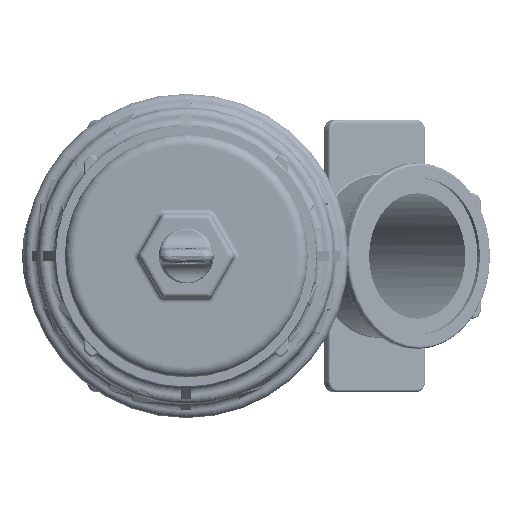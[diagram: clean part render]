
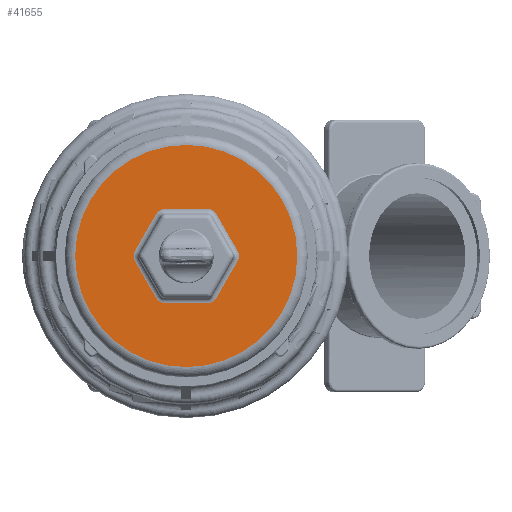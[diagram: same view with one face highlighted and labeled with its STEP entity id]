
A CAD part, front view. The second image highlights one B-rep face of the part: STEP entity #41655.
In plain terms, the highlighted face is planar.
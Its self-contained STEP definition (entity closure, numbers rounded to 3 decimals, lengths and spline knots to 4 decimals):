
#932=FACE_BOUND('',#6014,.T.);
#2473=PLANE('',#44459);
#3116=CIRCLE('',#44426,0.25);
#3120=CIRCLE('',#44432,0.25);
#3124=CIRCLE('',#44438,0.25);
#3127=CIRCLE('',#44443,0.25);
#3130=CIRCLE('',#44448,0.25);
#3133=CIRCLE('',#44453,0.25);
#3134=CIRCLE('',#44460,2.655);
#4082=FACE_OUTER_BOUND('',#6013,.T.);
#6013=EDGE_LOOP('',(#30117));
#6014=EDGE_LOOP('',(#30118,#30119,#30120,#30121,#30122,#30123,#30124,#30125,
#30126,#30127,#30128,#30129));
#12556=LINE('',#63621,#14522);
#12557=LINE('',#63632,#14523);
#12559=LINE('',#63643,#14525);
#12561=LINE('',#63652,#14527);
#12562=LINE('',#63660,#14528);
#12563=LINE('',#63668,#14529);
#14522=VECTOR('',#48987,0.3937);
#14523=VECTOR('',#49000,0.3937);
#14525=VECTOR('',#49014,0.3937);
#14527=VECTOR('',#49026,0.3937);
#14528=VECTOR('',#49037,0.3937);
#14529=VECTOR('',#49048,0.3937);
#16925=VERTEX_POINT('',#63614);
#16928=VERTEX_POINT('',#63619);
#16930=VERTEX_POINT('',#63624);
#16932=VERTEX_POINT('',#63630);
#16934=VERTEX_POINT('',#63636);
#16935=VERTEX_POINT('',#63641);
#16936=VERTEX_POINT('',#63646);
#16937=VERTEX_POINT('',#63650);
#16938=VERTEX_POINT('',#63654);
#16939=VERTEX_POINT('',#63658);
#16940=VERTEX_POINT('',#63662);
#16941=VERTEX_POINT('',#63666);
#16942=VERTEX_POINT('',#63683);
#22121=EDGE_CURVE('',#16928,#16925,#12556,.T.);
#22123=EDGE_CURVE('',#16930,#16928,#3116,.T.);
#22126=EDGE_CURVE('',#16932,#16930,#12557,.T.);
#22129=EDGE_CURVE('',#16934,#16932,#3120,.T.);
#22132=EDGE_CURVE('',#16935,#16934,#12559,.T.);
#22135=EDGE_CURVE('',#16936,#16935,#3124,.T.);
#22137=EDGE_CURVE('',#16937,#16936,#12561,.T.);
#22139=EDGE_CURVE('',#16938,#16937,#3127,.T.);
#22141=EDGE_CURVE('',#16939,#16938,#12562,.T.);
#22143=EDGE_CURVE('',#16940,#16939,#3130,.T.);
#22145=EDGE_CURVE('',#16941,#16940,#12563,.T.);
#22147=EDGE_CURVE('',#16925,#16941,#3133,.T.);
#22153=EDGE_CURVE('',#16942,#16942,#3134,.T.);
#30117=ORIENTED_EDGE('',*,*,#22153,.T.);
#30118=ORIENTED_EDGE('',*,*,#22121,.F.);
#30119=ORIENTED_EDGE('',*,*,#22123,.F.);
#30120=ORIENTED_EDGE('',*,*,#22126,.F.);
#30121=ORIENTED_EDGE('',*,*,#22129,.F.);
#30122=ORIENTED_EDGE('',*,*,#22132,.F.);
#30123=ORIENTED_EDGE('',*,*,#22135,.F.);
#30124=ORIENTED_EDGE('',*,*,#22137,.F.);
#30125=ORIENTED_EDGE('',*,*,#22139,.F.);
#30126=ORIENTED_EDGE('',*,*,#22141,.F.);
#30127=ORIENTED_EDGE('',*,*,#22143,.F.);
#30128=ORIENTED_EDGE('',*,*,#22145,.F.);
#30129=ORIENTED_EDGE('',*,*,#22147,.F.);
#41655=ADVANCED_FACE('',(#4082,#932),#2473,.T.);
#44426=AXIS2_PLACEMENT_3D('',#63626,#48992,#48993);
#44432=AXIS2_PLACEMENT_3D('',#63638,#49006,#49007);
#44438=AXIS2_PLACEMENT_3D('',#63648,#49020,#49021);
#44443=AXIS2_PLACEMENT_3D('',#63656,#49031,#49032);
#44448=AXIS2_PLACEMENT_3D('',#63664,#49042,#49043);
#44453=AXIS2_PLACEMENT_3D('',#63671,#49053,#49054);
#44459=AXIS2_PLACEMENT_3D('',#63682,#49070,#49071);
#44460=AXIS2_PLACEMENT_3D('',#63684,#49072,#49073);
#48987=DIRECTION('',(-1.,0.,0.));
#48992=DIRECTION('center_axis',(0.,1.,0.));
#48993=DIRECTION('ref_axis',(0.5,0.,-0.866));
#49000=DIRECTION('',(-0.5,0.,-0.866));
#49006=DIRECTION('center_axis',(0.,1.,0.));
#49007=DIRECTION('ref_axis',(1.,0.,0.));
#49014=DIRECTION('',(0.5,0.,-0.866));
#49020=DIRECTION('center_axis',(0.,1.,0.));
#49021=DIRECTION('ref_axis',(0.5,0.,0.866));
#49026=DIRECTION('',(1.,0.,0.));
#49031=DIRECTION('center_axis',(0.,1.,0.));
#49032=DIRECTION('ref_axis',(-0.5,0.,0.866));
#49037=DIRECTION('',(0.5,0.,0.866));
#49042=DIRECTION('center_axis',(0.,1.,0.));
#49043=DIRECTION('ref_axis',(-1.,0.,0.));
#49048=DIRECTION('',(-0.5,0.,0.866));
#49053=DIRECTION('center_axis',(0.,1.,0.));
#49054=DIRECTION('ref_axis',(-0.5,0.,-0.866));
#49070=DIRECTION('center_axis',(0.,1.,0.));
#49071=DIRECTION('ref_axis',(0.,0.,1.));
#49072=DIRECTION('center_axis',(0.,1.,0.));
#49073=DIRECTION('ref_axis',(-1.,0.,0.));
#63614=CARTESIAN_POINT('',(-0.5052,0.,-1.125));
#63619=CARTESIAN_POINT('',(0.5052,0.,-1.125));
#63621=CARTESIAN_POINT('',(-0.9524,0.,-1.125));
#63624=CARTESIAN_POINT('',(0.7217,0.,-1.));
#63626=CARTESIAN_POINT('Origin',(0.5052,0.,
-0.875));
#63630=CARTESIAN_POINT('',(1.2269,0.,-0.125));
#63632=CARTESIAN_POINT('',(0.664,0.,-1.0999));
#63636=CARTESIAN_POINT('',(1.2269,0.,0.125));
#63638=CARTESIAN_POINT('Origin',(1.0104,0.,
0.));
#63641=CARTESIAN_POINT('',(0.7217,0.,1.));
#63643=CARTESIAN_POINT('',(0.9527,0.,0.5999));
#63646=CARTESIAN_POINT('',(0.5052,0.,1.125));
#63648=CARTESIAN_POINT('Origin',(0.5052,0.,
0.875));
#63650=CARTESIAN_POINT('',(-0.5052,0.,1.125));
#63652=CARTESIAN_POINT('',(-0.3751,0.,1.125));
#63654=CARTESIAN_POINT('',(-0.7217,0.,1.));
#63656=CARTESIAN_POINT('Origin',(-0.5052,0.,
0.875));
#63658=CARTESIAN_POINT('',(-1.2269,0.,0.125));
#63660=CARTESIAN_POINT('',(-0.9959,0.,0.5251));
#63662=CARTESIAN_POINT('',(-1.2269,0.,-0.125));
#63664=CARTESIAN_POINT('Origin',(-1.0104,0.,
0.));
#63666=CARTESIAN_POINT('',(-0.7217,0.,-1.));
#63668=CARTESIAN_POINT('',(-1.2846,0.,-0.0251));
#63671=CARTESIAN_POINT('Origin',(-0.5052,0.,
-0.875));
#63682=CARTESIAN_POINT('Origin',(-1.3275,0.,0.));
#63683=CARTESIAN_POINT('',(0.,0.,-2.655));
#63684=CARTESIAN_POINT('Origin',(0.,0.,0.));
